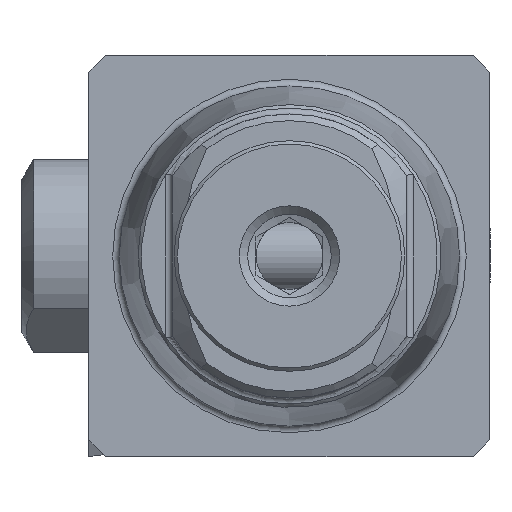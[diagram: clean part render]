
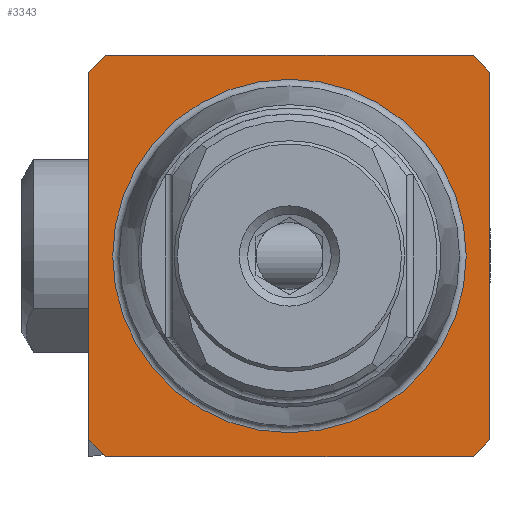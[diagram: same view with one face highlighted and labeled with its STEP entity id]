
A CAD part, left-side view. The second image highlights one B-rep face of the part: STEP entity #3343.
In plain terms, the highlighted planar face has unit normal (-1, 0, 0).
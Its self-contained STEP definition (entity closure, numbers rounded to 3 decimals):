
#117 = LINE ( 'NONE', #1936, #1258 ) ;
#151 = EDGE_CURVE ( 'NONE', #323, #1430, #5891, .T. ) ;
#195 = EDGE_CURVE ( 'NONE', #2137, #1186, #4757, .T. ) ;
#236 = VECTOR ( 'NONE', #3625, 1000. ) ;
#241 = EDGE_CURVE ( 'NONE', #1430, #6042, #823, .T. ) ;
#301 = EDGE_CURVE ( 'NONE', #2137, #6042, #4831, .T. ) ;
#323 = VERTEX_POINT ( 'NONE', #2208 ) ;
#397 = FACE_OUTER_BOUND ( 'NONE', #5592, .T. ) ;
#427 = CARTESIAN_POINT ( 'NONE',  ( 0., 5.288, 0. ) ) ;
#436 = CARTESIAN_POINT ( 'NONE',  ( 0., 0., 0. ) ) ;
#451 = DIRECTION ( 'NONE',  ( 0., 0., 1. ) ) ;
#491 = LINE ( 'NONE', #1953, #5468 ) ;
#596 = CARTESIAN_POINT ( 'NONE',  ( 0., -5.5, 6. ) ) ;
#607 = LINE ( 'NONE', #6092, #1753 ) ;
#823 = LINE ( 'NONE', #4186, #2329 ) ;
#847 = CARTESIAN_POINT ( 'NONE',  ( 0., 6., -5.5 ) ) ;
#882 = DIRECTION ( 'NONE',  ( 0., 0., -1. ) ) ;
#916 = DIRECTION ( 'NONE',  ( -1., 0., 0. ) ) ;
#999 = DIRECTION ( 'NONE',  ( 0., 0.707, -0.707 ) ) ;
#1168 = CARTESIAN_POINT ( 'NONE',  ( 0., -6., -5.5 ) ) ;
#1186 = VERTEX_POINT ( 'NONE', #1168 ) ;
#1196 = CIRCLE ( 'NONE', #6212, 5.288 ) ;
#1258 = VECTOR ( 'NONE', #999, 1000. ) ;
#1333 = DIRECTION ( 'NONE',  ( 0., -0.707, -0.707 ) ) ;
#1418 = EDGE_CURVE ( 'NONE', #2778, #2778, #1196, .T. ) ;
#1430 = VERTEX_POINT ( 'NONE', #847 ) ;
#1753 = VECTOR ( 'NONE', #3134, 1000. ) ;
#1794 = DIRECTION ( 'NONE',  ( 0., 1., 0. ) ) ;
#1849 = VERTEX_POINT ( 'NONE', #5074 ) ;
#1897 = ORIENTED_EDGE ( 'NONE', *, *, #2401, .F. ) ;
#1936 = CARTESIAN_POINT ( 'NONE',  ( 0., 5.5, 6. ) ) ;
#1953 = CARTESIAN_POINT ( 'NONE',  ( 0., -5.5, 6. ) ) ;
#2113 = LINE ( 'NONE', #6111, #236 ) ;
#2137 = VERTEX_POINT ( 'NONE', #3699 ) ;
#2208 = CARTESIAN_POINT ( 'NONE',  ( 0., 6., 5.5 ) ) ;
#2329 = VECTOR ( 'NONE', #1333, 1000. ) ;
#2350 = CARTESIAN_POINT ( 'NONE',  ( 0., 0., 5.288 ) ) ;
#2401 = EDGE_CURVE ( 'NONE', #1849, #1186, #2113, .T. ) ;
#2407 = EDGE_LOOP ( 'NONE', ( #3541 ) ) ;
#2420 = EDGE_CURVE ( 'NONE', #3090, #4838, #607, .T. ) ;
#2652 = CARTESIAN_POINT ( 'NONE',  ( 0., -6., -5.5 ) ) ;
#2778 = VERTEX_POINT ( 'NONE', #2350 ) ;
#2804 = ORIENTED_EDGE ( 'NONE', *, *, #4736, .T. ) ;
#2865 = ORIENTED_EDGE ( 'NONE', *, *, #195, .T. ) ;
#3090 = VERTEX_POINT ( 'NONE', #5561 ) ;
#3131 = DIRECTION ( 'NONE',  ( 0., -0.707, 0.707 ) ) ;
#3134 = DIRECTION ( 'NONE',  ( 0., -1., 0. ) ) ;
#3155 = VECTOR ( 'NONE', #5995, 1000. ) ;
#3343 = ADVANCED_FACE ( 'NONE', ( #6136, #397 ), #5690, .F. ) ;
#3541 = ORIENTED_EDGE ( 'NONE', *, *, #1418, .F. ) ;
#3580 = AXIS2_PLACEMENT_3D ( 'NONE', #427, #3759, #882 ) ;
#3625 = DIRECTION ( 'NONE',  ( 0., 0., -1. ) ) ;
#3664 = CARTESIAN_POINT ( 'NONE',  ( 0., 5.5, -6. ) ) ;
#3699 = CARTESIAN_POINT ( 'NONE',  ( 0., -5.5, -6. ) ) ;
#3759 = DIRECTION ( 'NONE',  ( 1., 0., 0. ) ) ;
#3989 = EDGE_CURVE ( 'NONE', #3090, #323, #117, .T. ) ;
#4186 = CARTESIAN_POINT ( 'NONE',  ( 0., 6., -5.5 ) ) ;
#4453 = DIRECTION ( 'NONE',  ( 0., 0.707, 0.707 ) ) ;
#4736 = EDGE_CURVE ( 'NONE', #1849, #4838, #491, .T. ) ;
#4757 = LINE ( 'NONE', #2652, #4904 ) ;
#4831 = LINE ( 'NONE', #5104, #6196 ) ;
#4838 = VERTEX_POINT ( 'NONE', #596 ) ;
#4846 = ORIENTED_EDGE ( 'NONE', *, *, #301, .F. ) ;
#4904 = VECTOR ( 'NONE', #3131, 1000. ) ;
#5074 = CARTESIAN_POINT ( 'NONE',  ( 0., -6., 5.5 ) ) ;
#5104 = CARTESIAN_POINT ( 'NONE',  ( 0., 5.288, -6. ) ) ;
#5215 = ORIENTED_EDGE ( 'NONE', *, *, #2420, .F. ) ;
#5383 = ORIENTED_EDGE ( 'NONE', *, *, #3989, .T. ) ;
#5468 = VECTOR ( 'NONE', #4453, 1000. ) ;
#5543 = CARTESIAN_POINT ( 'NONE',  ( 0., 6., 0. ) ) ;
#5561 = CARTESIAN_POINT ( 'NONE',  ( 0., 5.5, 6. ) ) ;
#5592 = EDGE_LOOP ( 'NONE', ( #6008, #5669, #4846, #2865, #1897, #2804, #5215, #5383 ) ) ;
#5669 = ORIENTED_EDGE ( 'NONE', *, *, #241, .T. ) ;
#5690 = PLANE ( 'NONE',  #3580 ) ;
#5891 = LINE ( 'NONE', #5543, #3155 ) ;
#5995 = DIRECTION ( 'NONE',  ( 0., 0., -1. ) ) ;
#6008 = ORIENTED_EDGE ( 'NONE', *, *, #151, .T. ) ;
#6042 = VERTEX_POINT ( 'NONE', #3664 ) ;
#6092 = CARTESIAN_POINT ( 'NONE',  ( 0., 5.288, 6. ) ) ;
#6111 = CARTESIAN_POINT ( 'NONE',  ( 0., -6., 0. ) ) ;
#6136 = FACE_BOUND ( 'NONE', #2407, .T. ) ;
#6196 = VECTOR ( 'NONE', #1794, 1000. ) ;
#6212 = AXIS2_PLACEMENT_3D ( 'NONE', #436, #916, #451 ) ;
